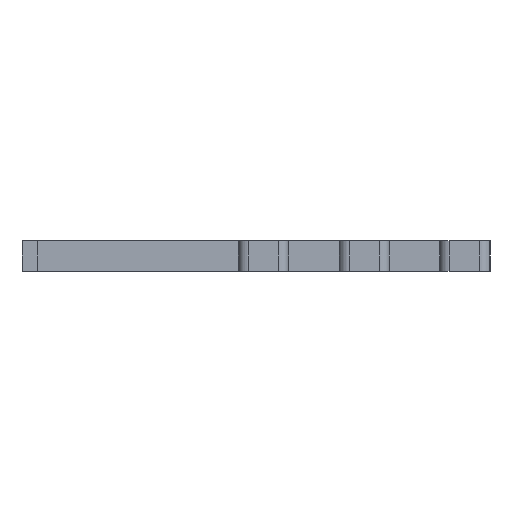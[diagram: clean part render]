
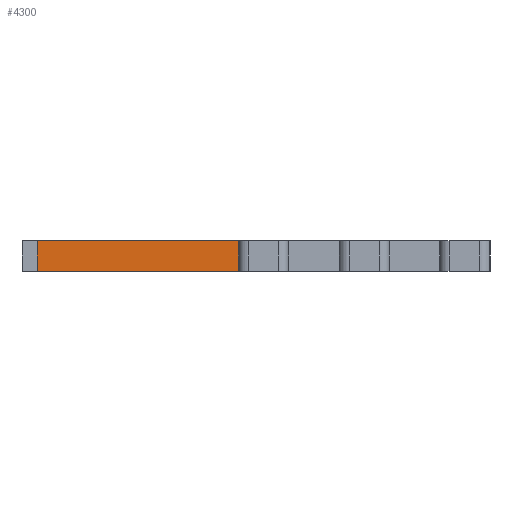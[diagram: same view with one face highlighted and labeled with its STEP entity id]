
A CAD part, left-side view. The second image highlights one B-rep face of the part: STEP entity #4300.
In plain terms, the highlighted planar face has unit normal (-1, 0, 0).
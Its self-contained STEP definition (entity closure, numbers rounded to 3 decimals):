
#252=PLANE('',#4608);
#458=FACE_OUTER_BOUND('',#746,.T.);
#746=EDGE_LOOP('',(#4041,#4042,#4043,#4044));
#817=LINE('',#5913,#1315);
#1018=LINE('',#6423,#1516);
#1188=LINE('',#6817,#1686);
#1244=LINE('',#6932,#1742);
#1315=VECTOR('',#4739,40.);
#1516=VECTOR('',#5168,40.);
#1686=VECTOR('',#5544,6.);
#1742=VECTOR('',#5718,6.);
#1933=VERTEX_POINT('',#5910);
#1934=VERTEX_POINT('',#5912);
#2128=VERTEX_POINT('',#6420);
#2129=VERTEX_POINT('',#6422);
#2345=EDGE_CURVE('',#1933,#1934,#817,.T.);
#2600=EDGE_CURVE('',#2129,#2128,#1018,.T.);
#2792=EDGE_CURVE('',#2129,#1933,#1188,.T.);
#2848=EDGE_CURVE('',#2128,#1934,#1244,.T.);
#4041=ORIENTED_EDGE('',*,*,#2600,.T.);
#4042=ORIENTED_EDGE('',*,*,#2848,.T.);
#4043=ORIENTED_EDGE('',*,*,#2345,.F.);
#4044=ORIENTED_EDGE('',*,*,#2792,.F.);
#4300=ADVANCED_FACE('',(#458),#252,.T.);
#4608=AXIS2_PLACEMENT_3D('',#6933,#5719,#5720);
#4739=DIRECTION('',(0.,-1.,0.));
#5168=DIRECTION('',(0.,-1.,0.));
#5544=DIRECTION('',(0.,0.,1.));
#5718=DIRECTION('',(0.,0.,1.));
#5719=DIRECTION('center_axis',(-1.,0.,0.));
#5720=DIRECTION('ref_axis',(0.,-1.,0.));
#5910=CARTESIAN_POINT('',(-100.,0.,6.));
#5912=CARTESIAN_POINT('',(-100.,-40.,6.));
#5913=CARTESIAN_POINT('',(-100.,0.,6.));
#6420=CARTESIAN_POINT('',(-100.,-40.,0.));
#6422=CARTESIAN_POINT('',(-100.,0.,0.));
#6423=CARTESIAN_POINT('',(-100.,0.,0.));
#6817=CARTESIAN_POINT('',(-100.,0.,0.));
#6932=CARTESIAN_POINT('',(-100.,-40.,0.));
#6933=CARTESIAN_POINT('Origin',(-100.,0.,0.));
